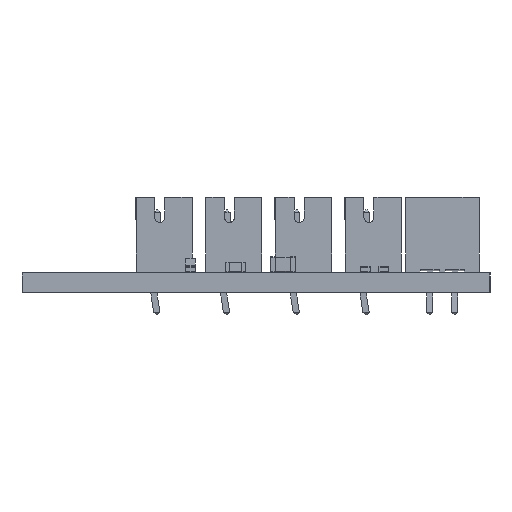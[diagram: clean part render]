
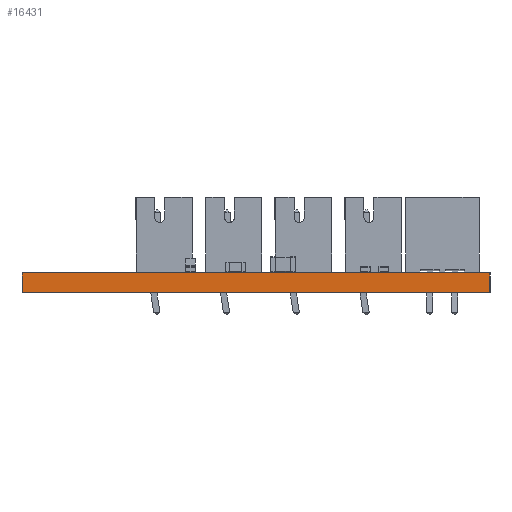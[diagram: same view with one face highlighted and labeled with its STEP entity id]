
A CAD part, left-side view. The second image highlights one B-rep face of the part: STEP entity #16431.
In plain terms, the highlighted planar face has unit normal (-1, 0, 0).
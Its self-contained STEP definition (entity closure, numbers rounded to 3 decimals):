
#16431 = ADVANCED_FACE('',(#16432),#16446,.F.);
#16432 = FACE_BOUND('',#16433,.F.);
#16433 = EDGE_LOOP('',(#16434,#16469,#16497,#16525));
#16434 = ORIENTED_EDGE('',*,*,#16435,.T.);
#16435 = EDGE_CURVE('',#16436,#16438,#16440,.T.);
#16436 = VERTEX_POINT('',#16437);
#16437 = CARTESIAN_POINT('',(112.,-74.,0.));
#16438 = VERTEX_POINT('',#16439);
#16439 = CARTESIAN_POINT('',(112.,-74.,1.6));
#16440 = SURFACE_CURVE('',#16441,(#16445,#16457),.PCURVE_S1.);
#16441 = LINE('',#16442,#16443);
#16442 = CARTESIAN_POINT('',(112.,-74.,0.));
#16443 = VECTOR('',#16444,1.);
#16444 = DIRECTION('',(0.,0.,1.));
#16445 = PCURVE('',#16446,#16451);
#16446 = PLANE('',#16447);
#16447 = AXIS2_PLACEMENT_3D('',#16448,#16449,#16450);
#16448 = CARTESIAN_POINT('',(112.,-74.,0.));
#16449 = DIRECTION('',(1.,0.,0.));
#16450 = DIRECTION('',(0.,-1.,0.));
#16451 = DEFINITIONAL_REPRESENTATION('',(#16452),#16456);
#16452 = LINE('',#16453,#16454);
#16453 = CARTESIAN_POINT('',(0.,0.));
#16454 = VECTOR('',#16455,1.);
#16455 = DIRECTION('',(0.,-1.));
#16456 = ( GEOMETRIC_REPRESENTATION_CONTEXT(2) 
PARAMETRIC_REPRESENTATION_CONTEXT() REPRESENTATION_CONTEXT('2D SPACE',''
  ) );
#16457 = PCURVE('',#16458,#16463);
#16458 = PLANE('',#16459);
#16459 = AXIS2_PLACEMENT_3D('',#16460,#16461,#16462);
#16460 = CARTESIAN_POINT('',(150.5,-74.,0.));
#16461 = DIRECTION('',(0.,-1.,0.));
#16462 = DIRECTION('',(-1.,0.,0.));
#16463 = DEFINITIONAL_REPRESENTATION('',(#16464),#16468);
#16464 = LINE('',#16465,#16466);
#16465 = CARTESIAN_POINT('',(38.5,0.));
#16466 = VECTOR('',#16467,1.);
#16467 = DIRECTION('',(0.,-1.));
#16468 = ( GEOMETRIC_REPRESENTATION_CONTEXT(2) 
PARAMETRIC_REPRESENTATION_CONTEXT() REPRESENTATION_CONTEXT('2D SPACE',''
  ) );
#16469 = ORIENTED_EDGE('',*,*,#16470,.T.);
#16470 = EDGE_CURVE('',#16438,#16471,#16473,.T.);
#16471 = VERTEX_POINT('',#16472);
#16472 = CARTESIAN_POINT('',(112.,-111.5,1.6));
#16473 = SURFACE_CURVE('',#16474,(#16478,#16485),.PCURVE_S1.);
#16474 = LINE('',#16475,#16476);
#16475 = CARTESIAN_POINT('',(112.,-74.,1.6));
#16476 = VECTOR('',#16477,1.);
#16477 = DIRECTION('',(0.,-1.,0.));
#16478 = PCURVE('',#16446,#16479);
#16479 = DEFINITIONAL_REPRESENTATION('',(#16480),#16484);
#16480 = LINE('',#16481,#16482);
#16481 = CARTESIAN_POINT('',(0.,-1.6));
#16482 = VECTOR('',#16483,1.);
#16483 = DIRECTION('',(1.,0.));
#16484 = ( GEOMETRIC_REPRESENTATION_CONTEXT(2) 
PARAMETRIC_REPRESENTATION_CONTEXT() REPRESENTATION_CONTEXT('2D SPACE',''
  ) );
#16485 = PCURVE('',#16486,#16491);
#16486 = PLANE('',#16487);
#16487 = AXIS2_PLACEMENT_3D('',#16488,#16489,#16490);
#16488 = CARTESIAN_POINT('',(131.25,-92.75,1.6));
#16489 = DIRECTION('',(0.,0.,1.));
#16490 = DIRECTION('',(1.,0.,0.));
#16491 = DEFINITIONAL_REPRESENTATION('',(#16492),#16496);
#16492 = LINE('',#16493,#16494);
#16493 = CARTESIAN_POINT('',(-19.25,18.75));
#16494 = VECTOR('',#16495,1.);
#16495 = DIRECTION('',(0.,-1.));
#16496 = ( GEOMETRIC_REPRESENTATION_CONTEXT(2) 
PARAMETRIC_REPRESENTATION_CONTEXT() REPRESENTATION_CONTEXT('2D SPACE',''
  ) );
#16497 = ORIENTED_EDGE('',*,*,#16498,.F.);
#16498 = EDGE_CURVE('',#16499,#16471,#16501,.T.);
#16499 = VERTEX_POINT('',#16500);
#16500 = CARTESIAN_POINT('',(112.,-111.5,0.));
#16501 = SURFACE_CURVE('',#16502,(#16506,#16513),.PCURVE_S1.);
#16502 = LINE('',#16503,#16504);
#16503 = CARTESIAN_POINT('',(112.,-111.5,0.));
#16504 = VECTOR('',#16505,1.);
#16505 = DIRECTION('',(0.,0.,1.));
#16506 = PCURVE('',#16446,#16507);
#16507 = DEFINITIONAL_REPRESENTATION('',(#16508),#16512);
#16508 = LINE('',#16509,#16510);
#16509 = CARTESIAN_POINT('',(37.5,0.));
#16510 = VECTOR('',#16511,1.);
#16511 = DIRECTION('',(0.,-1.));
#16512 = ( GEOMETRIC_REPRESENTATION_CONTEXT(2) 
PARAMETRIC_REPRESENTATION_CONTEXT() REPRESENTATION_CONTEXT('2D SPACE',''
  ) );
#16513 = PCURVE('',#16514,#16519);
#16514 = PLANE('',#16515);
#16515 = AXIS2_PLACEMENT_3D('',#16516,#16517,#16518);
#16516 = CARTESIAN_POINT('',(112.,-111.5,0.));
#16517 = DIRECTION('',(0.,1.,0.));
#16518 = DIRECTION('',(1.,0.,0.));
#16519 = DEFINITIONAL_REPRESENTATION('',(#16520),#16524);
#16520 = LINE('',#16521,#16522);
#16521 = CARTESIAN_POINT('',(0.,0.));
#16522 = VECTOR('',#16523,1.);
#16523 = DIRECTION('',(0.,-1.));
#16524 = ( GEOMETRIC_REPRESENTATION_CONTEXT(2) 
PARAMETRIC_REPRESENTATION_CONTEXT() REPRESENTATION_CONTEXT('2D SPACE',''
  ) );
#16525 = ORIENTED_EDGE('',*,*,#16526,.F.);
#16526 = EDGE_CURVE('',#16436,#16499,#16527,.T.);
#16527 = SURFACE_CURVE('',#16528,(#16532,#16539),.PCURVE_S1.);
#16528 = LINE('',#16529,#16530);
#16529 = CARTESIAN_POINT('',(112.,-74.,0.));
#16530 = VECTOR('',#16531,1.);
#16531 = DIRECTION('',(0.,-1.,0.));
#16532 = PCURVE('',#16446,#16533);
#16533 = DEFINITIONAL_REPRESENTATION('',(#16534),#16538);
#16534 = LINE('',#16535,#16536);
#16535 = CARTESIAN_POINT('',(0.,0.));
#16536 = VECTOR('',#16537,1.);
#16537 = DIRECTION('',(1.,0.));
#16538 = ( GEOMETRIC_REPRESENTATION_CONTEXT(2) 
PARAMETRIC_REPRESENTATION_CONTEXT() REPRESENTATION_CONTEXT('2D SPACE',''
  ) );
#16539 = PCURVE('',#16540,#16545);
#16540 = PLANE('',#16541);
#16541 = AXIS2_PLACEMENT_3D('',#16542,#16543,#16544);
#16542 = CARTESIAN_POINT('',(131.25,-92.75,0.));
#16543 = DIRECTION('',(0.,0.,1.));
#16544 = DIRECTION('',(1.,0.,0.));
#16545 = DEFINITIONAL_REPRESENTATION('',(#16546),#16550);
#16546 = LINE('',#16547,#16548);
#16547 = CARTESIAN_POINT('',(-19.25,18.75));
#16548 = VECTOR('',#16549,1.);
#16549 = DIRECTION('',(0.,-1.));
#16550 = ( GEOMETRIC_REPRESENTATION_CONTEXT(2) 
PARAMETRIC_REPRESENTATION_CONTEXT() REPRESENTATION_CONTEXT('2D SPACE',''
  ) );
